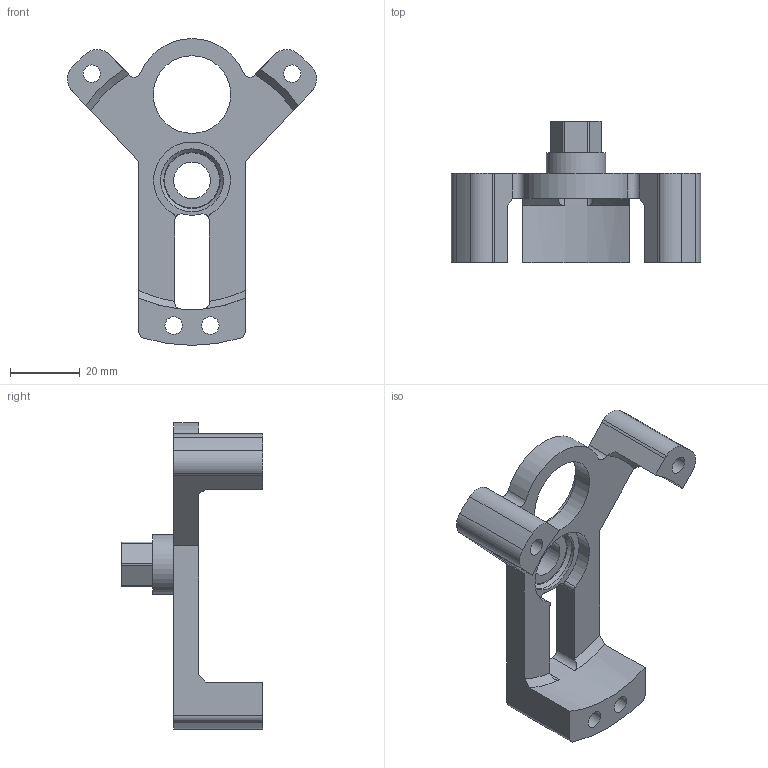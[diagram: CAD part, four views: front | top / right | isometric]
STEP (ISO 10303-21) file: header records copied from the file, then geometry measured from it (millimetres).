
FILE_DESCRIPTION(/* description */ ('STEP AP242','CAx-IF Rec.Pracs.---Representation and Presentation of Product Manufacturing Information (PMI)---4.0---2014-10-13','CAx-IF Rec.Pracs.---3D Tessellated Geometry---0.4---2014-09-14','2;1'),/* implementation_level */ '2;1');
FILE_NAME(/* name */ '667f3b76aef2f634528ea1c2',/* time_stamp */ '2024-06-28T22:38:46Z',/* author */ (''),/* organization */ (''),/* preprocessor_version */ 'ST-DEVELOPER v20',/* originating_system */ ' ',/* authorisation */ ' ');
FILE_SCHEMA (('AP242_MANAGED_MODEL_BASED_3D_ENGINEERING_MIM_LF { 1 0 10303 442 1 1 4 }'));
Length unit declared in the file: metre
Products named in the file (1): M1574 - 2021 - SW2 - P039
Bounding box: 71.36 x 40.49 x 87.81 mm (x, y, z)
Volume: 25965.7 mm3; surface area: 14671.1 mm2
Topology: 1 solids, 1 shells, 80 faces, 221 edges, 150 vertices
Faces by surface type: cylinder 46, plane 28, cone 5, torus 1
Full cylindrical faces by diameter (mm): 5 x4, 9 x4, 10.5 x1, 17 x1, 18 x1, 22.225 x1, 25 x1
Entity records: 2502 total; most frequent: DIRECTION 458, CARTESIAN_POINT 431, ORIENTED_EDGE 392, EDGE_CURVE 196, AXIS2_PLACEMENT_3D 185, VERTEX_POINT 140, EDGE_LOOP 116, FACE_BOUND 116
